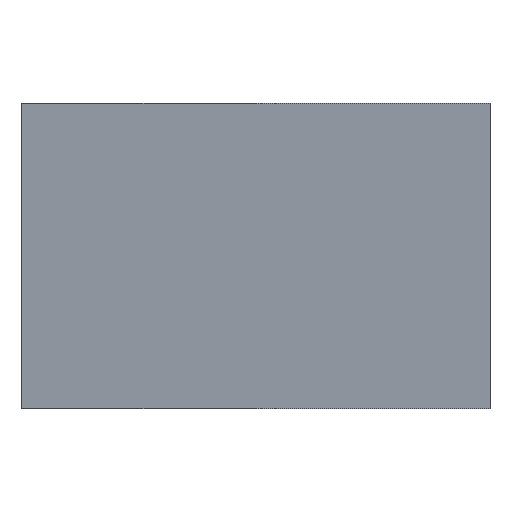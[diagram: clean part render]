
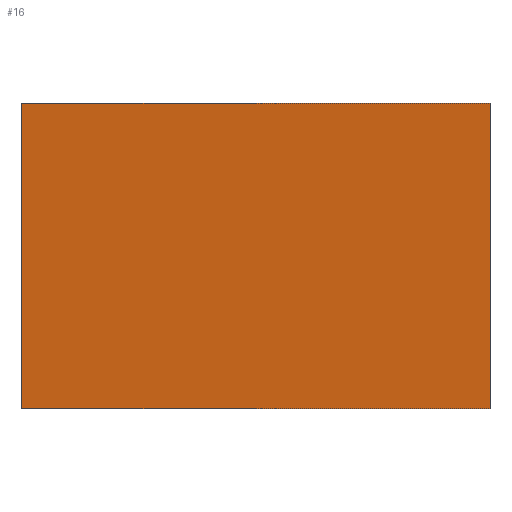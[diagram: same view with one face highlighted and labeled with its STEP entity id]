
A CAD part, left-side view. The second image highlights one B-rep face of the part: STEP entity #16.
In plain terms, the highlighted planar face has unit normal (-0.986, 0.169, 0).
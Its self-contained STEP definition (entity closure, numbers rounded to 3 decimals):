
#16=ADVANCED_FACE('',(#20),#66,.T.);
#20=FACE_OUTER_BOUND('',#24,.T.);
#24=EDGE_LOOP('',(#33,#34,#35,#36));
#33=ORIENTED_EDGE('',*,*,#46,.T.);
#34=ORIENTED_EDGE('',*,*,#45,.T.);
#35=ORIENTED_EDGE('',*,*,#47,.F.);
#36=ORIENTED_EDGE('',*,*,#42,.F.);
#42=EDGE_CURVE('',#60,#61,#51,.T.);
#45=EDGE_CURVE('',#62,#63,#54,.T.);
#46=EDGE_CURVE('',#60,#62,#55,.T.);
#47=EDGE_CURVE('',#61,#63,#56,.T.);
#51=B_SPLINE_CURVE_WITH_KNOTS('',1,(#184,#185),.UNSPECIFIED.,.F.,.F.,(2,
2),(0.,8.2),.UNSPECIFIED.);
#54=B_SPLINE_CURVE_WITH_KNOTS('',1,(#190,#191),.UNSPECIFIED.,.F.,.F.,(2,
2),(0.,8.2),.UNSPECIFIED.);
#55=B_SPLINE_CURVE_WITH_KNOTS('',1,(#192,#193),.UNSPECIFIED.,.F.,.F.,(2,
2),(39.488,52.243),.UNSPECIFIED.);
#56=B_SPLINE_CURVE_WITH_KNOTS('',1,(#194,#195),.UNSPECIFIED.,.F.,.F.,(2,
2),(39.488,52.243),.UNSPECIFIED.);
#60=VERTEX_POINT('',#176);
#61=VERTEX_POINT('',#177);
#62=VERTEX_POINT('',#178);
#63=VERTEX_POINT('',#179);
#66=PLANE('',#158);
#158=AXIS2_PLACEMENT_3D('',#172,#165,$);
#165=DIRECTION('',(-0.986,0.169,0.));
#172=CARTESIAN_POINT('',(-4.549,5.666,0.));
#176=CARTESIAN_POINT('',(-4.549,5.666,0.));
#177=CARTESIAN_POINT('',(-4.549,5.666,8.2));
#178=CARTESIAN_POINT('',(-6.7,-6.907,0.));
#179=CARTESIAN_POINT('',(-6.7,-6.907,8.2));
#184=CARTESIAN_POINT('',(-4.549,5.666,0.));
#185=CARTESIAN_POINT('',(-4.549,5.666,8.2));
#190=CARTESIAN_POINT('',(-6.7,-6.907,0.));
#191=CARTESIAN_POINT('',(-6.7,-6.907,8.2));
#192=CARTESIAN_POINT('',(-4.549,5.666,0.));
#193=CARTESIAN_POINT('',(-6.7,-6.907,0.));
#194=CARTESIAN_POINT('',(-4.549,5.666,8.2));
#195=CARTESIAN_POINT('',(-6.7,-6.907,8.2));
